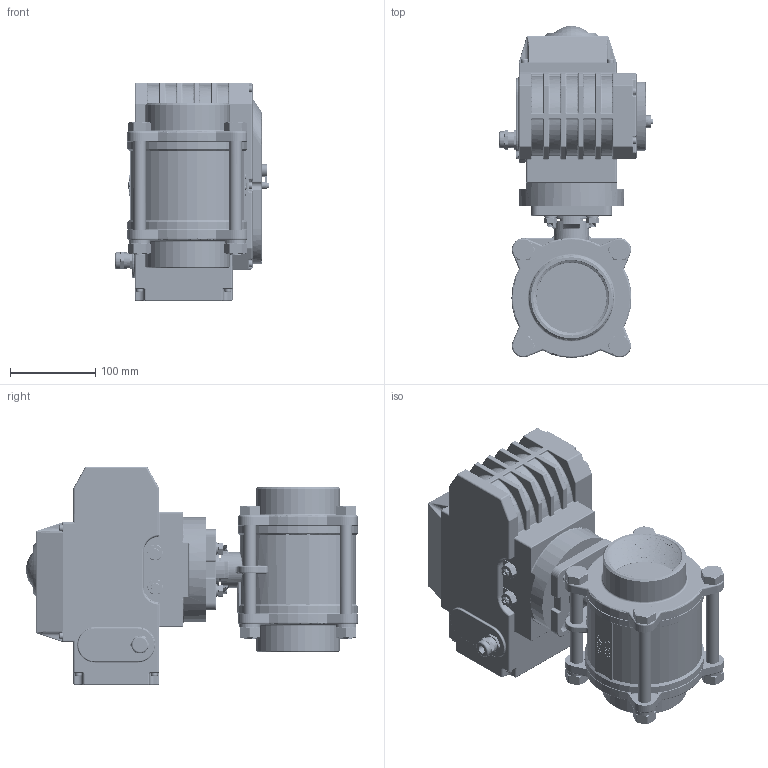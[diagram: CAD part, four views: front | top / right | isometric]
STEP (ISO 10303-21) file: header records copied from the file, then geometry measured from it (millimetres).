
FILE_DESCRIPTION (( 'STEP AP214' ), '1' );
FILE_NAME ('E3.STEP', '2019-02-18T18:23:31', ( '' ), ( '' ), 'SwSTEP 2.0', 'SolidWorks 2016', '' );
FILE_SCHEMA (( 'AUTOMOTIVE_DESIGN' ));
Length unit declared in the file: millimetre
Products named in the file (1): E3
Bounding box: 180.7 x 389.8 x 256.6 mm (x, y, z)
Volume: 7112214.1 mm3; surface area: 543897 mm2
Topology: 39 solids, 39 shells, 3428 faces, 9045 edges, 5735 vertices
Faces by surface type: cylinder 1379, plane 841, bspline 464, cone 315, torus 279, sphere 150
Entity records: 313592 total; most frequent: CARTESIAN_POINT 197991, ORIENTED_EDGE 17918, DIRECTION 14344, EDGE_CURVE 8959, VERTEX_POINT 5735, AXIS2_PLACEMENT_3D 5465, EDGE_LOOP 3634, UNCERTAINTY_MEASURE_WITH_UNIT 3469
